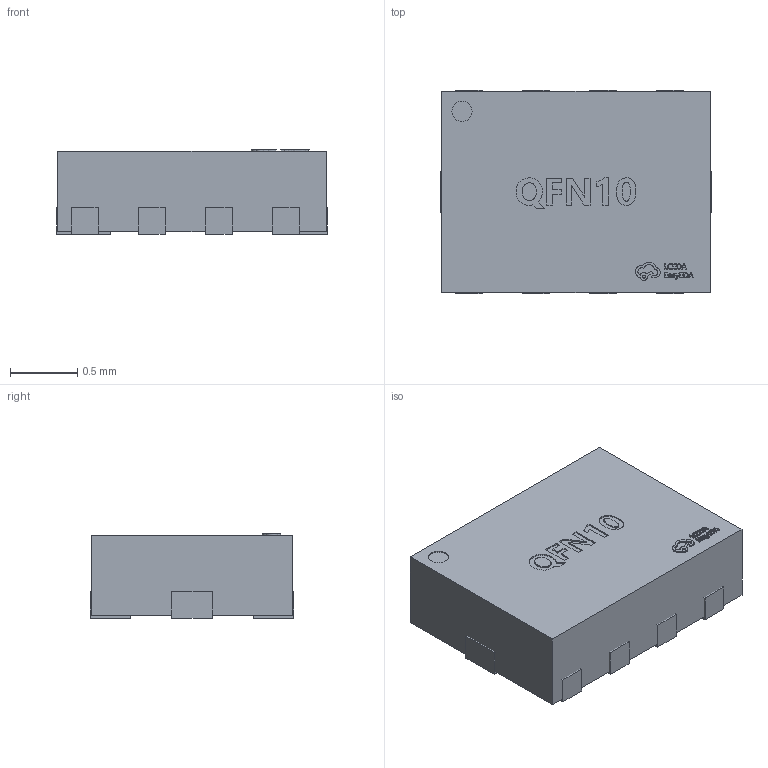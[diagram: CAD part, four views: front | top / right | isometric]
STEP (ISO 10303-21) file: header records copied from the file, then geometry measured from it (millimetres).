
FILE_DESCRIPTION (( 'STEP AP214' ), '1' );
FILE_NAME ('QFN-10_L1.5-W2.0-H0.6-P0.50.step', '2022-07-15T02:40:43', ( '' ), ( '' ), 'SwSTEP 2.0', 'SolidWorks 2020', '' );
FILE_SCHEMA (( 'AUTOMOTIVE_DESIGN' ));
Length unit declared in the file: millimetre
Products named in the file (1): QFN-10_L1.5-W2.0-H0.6-P0.50
Bounding box: 2.02 x 1.52 x 0.63 mm (x, y, z)
Volume: 1.9 mm3; surface area: 13.9 mm2
Topology: 11 solids, 11 shells, 413 faces, 1071 edges, 714 vertices
Faces by surface type: plane 275, bspline 136, cylinder 2
Entity records: 19568 total; most frequent: CARTESIAN_POINT 5711, ORIENTED_EDGE 2142, DIRECTION 1355, EDGE_CURVE 1071, LINE 791, VECTOR 791, VERTEX_POINT 714, EDGE_LOOP 447
